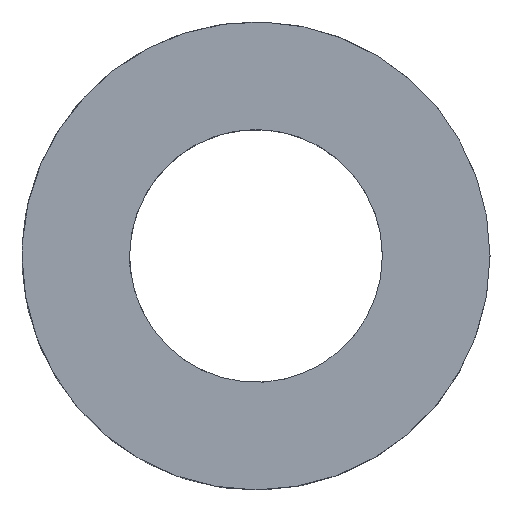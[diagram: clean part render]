
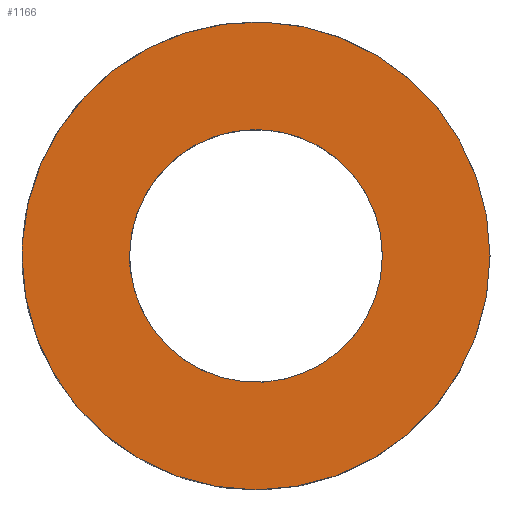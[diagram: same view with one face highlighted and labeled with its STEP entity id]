
A CAD part, top view. The second image highlights one B-rep face of the part: STEP entity #1166.
In plain terms, the highlighted face is planar.
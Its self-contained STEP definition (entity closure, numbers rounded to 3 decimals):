
#476=CARTESIAN_POINT(' ',(-24.25,0.,13.));
#477=VERTEX_POINT(' ',#476);
#491=CARTESIAN_POINT(' ',(0.,0.,13.));
#496=DIRECTION(' ',(0.,-0.,1.));
#501=DIRECTION(' ',(-1.,0.,0.));
#506=AXIS2_PLACEMENT_3D(' ',#491,#496,#501);
#511=CIRCLE('',#506,24.25);
#516=CARTESIAN_POINT(' ',(24.25,0.,13.));
#517=VERTEX_POINT(' ',#516);
#521=EDGE_CURVE(' ',#477,#517,#511,.T.);
#656=CARTESIAN_POINT(' ',(0.,0.,13.));
#661=DIRECTION(' ',(0.,0.,1.));
#666=DIRECTION(' ',(1.,0.,0.));
#671=AXIS2_PLACEMENT_3D(' ',#656,#661,#666);
#676=CIRCLE('',#671,24.25);
#681=CARTESIAN_POINT(' ',(-24.203,1.507,13.));
#682=VERTEX_POINT(' ',#681);
#686=EDGE_CURVE(' ',#517,#682,#676,.T.);
#696=CARTESIAN_POINT(' ',(-0.062,0.001,13.));
#701=DIRECTION(' ',(0.,0.,1.));
#706=DIRECTION(' ',(-0.998,0.062,0.));
#711=AXIS2_PLACEMENT_3D(' ',#696,#701,#706);
#716=CIRCLE('',#711,24.188);
#721=EDGE_CURVE(' ',#682,#477,#716,.T.);
#821=CARTESIAN_POINT(' ',(-13.1,0.,13.));
#822=VERTEX_POINT(' ',#821);
#836=CARTESIAN_POINT(' ',(0.,0.,13.));
#841=DIRECTION(' ',(0.,-0.,-1.));
#846=DIRECTION(' ',(-1.,0.,0.));
#851=AXIS2_PLACEMENT_3D(' ',#836,#841,#846);
#856=CIRCLE('',#851,13.1);
#861=CARTESIAN_POINT(' ',(13.1,0.,13.));
#862=VERTEX_POINT(' ',#861);
#866=EDGE_CURVE(' ',#822,#862,#856,.T.);
#1001=CARTESIAN_POINT(' ',(0.,0.,13.));
#1006=DIRECTION(' ',(0.,0.,-1.));
#1011=DIRECTION(' ',(1.,0.,0.));
#1016=AXIS2_PLACEMENT_3D(' ',#1001,#1006,#1011);
#1021=CIRCLE('',#1016,13.1);
#1026=CARTESIAN_POINT(' ',(-13.005,-1.572,13.));
#1027=VERTEX_POINT(' ',#1026);
#1031=EDGE_CURVE(' ',#862,#1027,#1021,.T.);
#1041=CARTESIAN_POINT(' ',(-0.005,0.001,13.));
#1046=DIRECTION(' ',(0.,0.,-1.));
#1051=DIRECTION(' ',(-0.993,-0.12,0.));
#1056=AXIS2_PLACEMENT_3D(' ',#1041,#1046,#1051);
#1061=CIRCLE('',#1056,13.095);
#1066=EDGE_CURVE(' ',#1027,#822,#1061,.T.);
#1091=DIRECTION(' ',(-0.,-0.,-1.));
#1096=CARTESIAN_POINT(' ',(-24.25,-24.857,13.));
#1101=DIRECTION(' ',(0.,1.,0.));
#1106=AXIS2_PLACEMENT_3D(' ',#1096,#1091,#1101);
#1111=PLANE('',#1106);
#1116=ORIENTED_EDGE(' ',*,*,#721,.F.);
#1121=ORIENTED_EDGE(' ',*,*,#686,.F.);
#1126=ORIENTED_EDGE(' ',*,*,#521,.F.);
#1131=EDGE_LOOP(' ',(#1116,#1121,#1126));
#1136=FACE_OUTER_BOUND(' ',#1131,.T.);
#1141=ORIENTED_EDGE(' ',*,*,#1066,.F.);
#1146=ORIENTED_EDGE(' ',*,*,#1031,.F.);
#1151=ORIENTED_EDGE(' ',*,*,#866,.F.);
#1156=EDGE_LOOP(' ',(#1141,#1146,#1151));
#1161=FACE_BOUND(' ',#1156,.T.);
#1166=ADVANCED_FACE('',(#1136,#1161),#1111,.T.);
